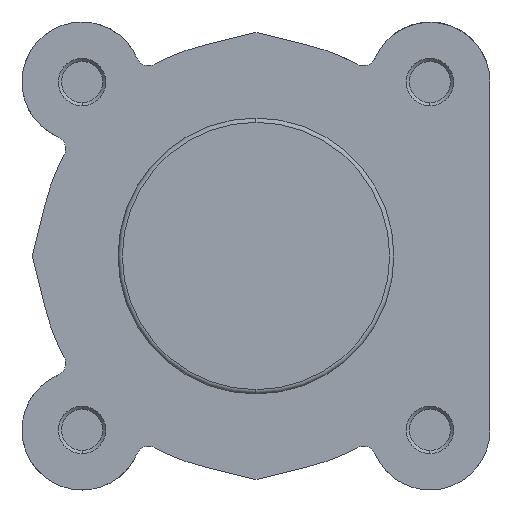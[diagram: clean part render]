
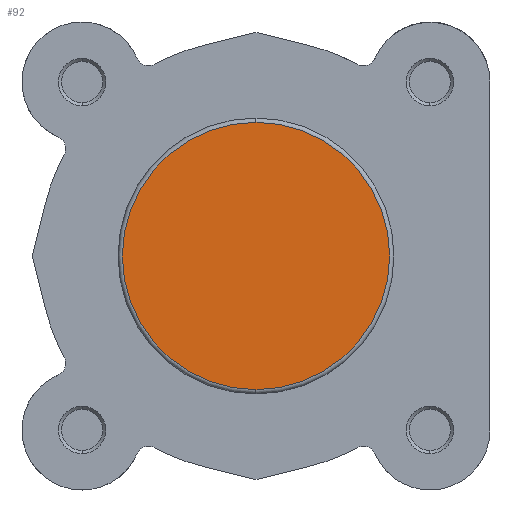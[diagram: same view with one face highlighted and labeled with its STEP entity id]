
A CAD part, left-side view. The second image highlights one B-rep face of the part: STEP entity #92.
In plain terms, the highlighted planar face has unit normal (-1, 0, 0).
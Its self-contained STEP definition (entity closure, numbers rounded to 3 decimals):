
#92 = ADVANCED_FACE ( 'NONE', ( #6722 ), #1590, .F. ) ;
#508 = ORIENTED_EDGE ( 'NONE', *, *, #5040, .T. ) ;
#509 = ORIENTED_EDGE ( 'NONE', *, *, #4755, .T. ) ;
#918 = VERTEX_POINT ( 'NONE', #2191 ) ;
#949 = VERTEX_POINT ( 'NONE', #3597 ) ;
#1589 = CARTESIAN_POINT ( 'NONE',  ( 0., 22.4, 0. ) ) ;
#1590 = PLANE ( 'NONE',  #2942 ) ;
#1592 = DIRECTION ( 'NONE',  ( 1., 0., 0. ) ) ;
#1593 = DIRECTION ( 'NONE',  ( 0., 0., -1. ) ) ;
#2191 = CARTESIAN_POINT ( 'NONE',  ( 0., 0., 21.7 ) ) ;
#2942 = AXIS2_PLACEMENT_3D ( 'NONE', #1589, #1592, #1593 ) ;
#3261 = AXIS2_PLACEMENT_3D ( 'NONE', #4694, #4695, #4696 ) ;
#3361 = AXIS2_PLACEMENT_3D ( 'NONE', #6029, #6030, #6031 ) ;
#3597 = CARTESIAN_POINT ( 'NONE',  ( 0., 0., -21.7 ) ) ;
#4694 = CARTESIAN_POINT ( 'NONE',  ( 0., 0., 0. ) ) ;
#4695 = DIRECTION ( 'NONE',  ( -1., 0., 0. ) ) ;
#4696 = DIRECTION ( 'NONE',  ( 0., 0., -1. ) ) ;
#4755 = EDGE_CURVE ( 'NONE', #949, #918, #5331, .T. ) ;
#5040 = EDGE_CURVE ( 'NONE', #918, #949, #5557, .T. ) ;
#5331 = CIRCLE ( 'NONE', #3261, 21.7 ) ;
#5557 = CIRCLE ( 'NONE', #3361, 21.7 ) ;
#6029 = CARTESIAN_POINT ( 'NONE',  ( 0., 0., 0. ) ) ;
#6030 = DIRECTION ( 'NONE',  ( -1., 0., 0. ) ) ;
#6031 = DIRECTION ( 'NONE',  ( 0., 0., -1. ) ) ;
#6331 = EDGE_LOOP ( 'NONE', ( #509, #508 ) ) ;
#6722 = FACE_OUTER_BOUND ( 'NONE', #6331, .T. ) ;
